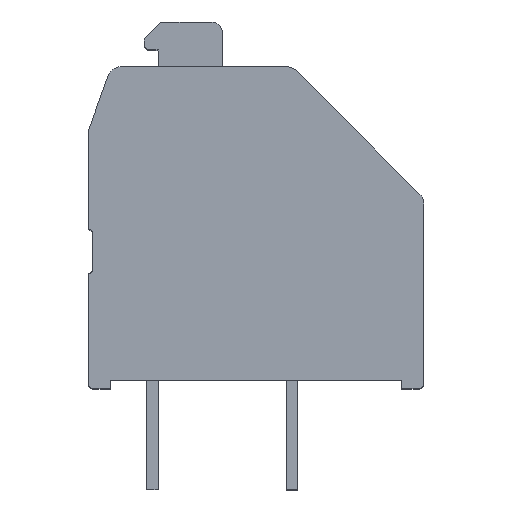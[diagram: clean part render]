
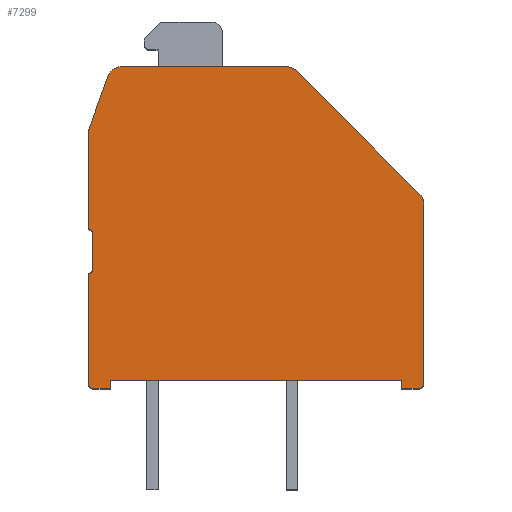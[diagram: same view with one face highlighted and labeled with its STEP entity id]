
A CAD part, top view. The second image highlights one B-rep face of the part: STEP entity #7299.
In plain terms, the highlighted planar face has unit normal (0, 0, 1).
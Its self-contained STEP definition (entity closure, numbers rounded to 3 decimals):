
#38=CIRCLE('',#7466,0.5);
#77=CIRCLE('',#7602,0.15);
#79=CIRCLE('',#7606,0.15);
#81=CIRCLE('',#7611,0.5);
#83=CIRCLE('',#7614,0.5);
#110=CIRCLE('',#7704,0.2);
#111=CIRCLE('',#7710,0.2);
#233=PLANE('',#7711);
#364=LINE('',#9409,#995);
#547=LINE('',#9878,#1178);
#639=LINE('',#10103,#1270);
#644=LINE('',#10114,#1275);
#649=LINE('',#10128,#1280);
#656=LINE('',#10145,#1287);
#691=LINE('',#10205,#1322);
#696=LINE('',#10221,#1327);
#775=LINE('',#10444,#1406);
#776=LINE('',#10446,#1407);
#778=LINE('',#10450,#1409);
#780=LINE('',#10454,#1411);
#995=VECTOR('',#7900,1000.);
#1178=VECTOR('',#8305,1000.);
#1270=VECTOR('',#8491,1000.);
#1275=VECTOR('',#8498,1000.);
#1280=VECTOR('',#8511,1000.);
#1287=VECTOR('',#8526,1000.);
#1322=VECTOR('',#8563,1000.);
#1327=VECTOR('',#8582,1000.);
#1406=VECTOR('',#8841,1000.);
#1407=VECTOR('',#8844,1000.);
#1409=VECTOR('',#8848,1000.);
#1411=VECTOR('',#8852,1000.);
#2521=ORIENTED_EDGE('',*,*,#3546,.T.);
#2522=ORIENTED_EDGE('',*,*,#3550,.F.);
#2523=ORIENTED_EDGE('',*,*,#3553,.T.);
#2524=ORIENTED_EDGE('',*,*,#3556,.F.);
#2525=ORIENTED_EDGE('',*,*,#3562,.T.);
#2526=ORIENTED_EDGE('',*,*,#3710,.T.);
#2527=ORIENTED_EDGE('',*,*,#3712,.T.);
#2528=ORIENTED_EDGE('',*,*,#3713,.T.);
#2529=ORIENTED_EDGE('',*,*,#3541,.T.);
#2530=ORIENTED_EDGE('',*,*,#3715,.T.);
#2531=ORIENTED_EDGE('',*,*,#3717,.T.);
#2532=ORIENTED_EDGE('',*,*,#3718,.T.);
#2533=ORIENTED_EDGE('',*,*,#3597,.T.);
#2534=ORIENTED_EDGE('',*,*,#3601,.T.);
#2535=ORIENTED_EDGE('',*,*,#3188,.T.);
#2536=ORIENTED_EDGE('',*,*,#3220,.T.);
#2537=ORIENTED_EDGE('',*,*,#3427,.T.);
#2538=ORIENTED_EDGE('',*,*,#3604,.T.);
#2539=ORIENTED_EDGE('',*,*,#3606,.T.);
#3188=EDGE_CURVE('',#3966,#3965,#364,.T.);
#3220=EDGE_CURVE('',#3965,#3991,#38,.T.);
#3427=EDGE_CURVE('',#3991,#4140,#547,.T.);
#3541=EDGE_CURVE('',#4227,#4226,#639,.T.);
#3546=EDGE_CURVE('',#4232,#4231,#644,.T.);
#3550=EDGE_CURVE('',#4234,#4231,#77,.T.);
#3553=EDGE_CURVE('',#4234,#4236,#649,.T.);
#3556=EDGE_CURVE('',#4238,#4236,#79,.T.);
#3562=EDGE_CURVE('',#4238,#4242,#656,.T.);
#3597=EDGE_CURVE('',#4267,#4266,#691,.T.);
#3601=EDGE_CURVE('',#4266,#3966,#81,.T.);
#3604=EDGE_CURVE('',#4140,#4270,#83,.T.);
#3606=EDGE_CURVE('',#4270,#4232,#696,.T.);
#3710=EDGE_CURVE('',#4242,#4323,#110,.T.);
#3712=EDGE_CURVE('',#4323,#4324,#775,.T.);
#3713=EDGE_CURVE('',#4324,#4227,#776,.T.);
#3715=EDGE_CURVE('',#4226,#4325,#778,.T.);
#3717=EDGE_CURVE('',#4325,#4326,#780,.T.);
#3718=EDGE_CURVE('',#4326,#4267,#111,.T.);
#3965=VERTEX_POINT('',#9408);
#3966=VERTEX_POINT('',#9410);
#3991=VERTEX_POINT('',#9471);
#4140=VERTEX_POINT('',#9877);
#4226=VERTEX_POINT('',#10102);
#4227=VERTEX_POINT('',#10104);
#4231=VERTEX_POINT('',#10113);
#4232=VERTEX_POINT('',#10115);
#4234=VERTEX_POINT('',#10121);
#4236=VERTEX_POINT('',#10127);
#4238=VERTEX_POINT('',#10133);
#4242=VERTEX_POINT('',#10144);
#4266=VERTEX_POINT('',#10204);
#4267=VERTEX_POINT('',#10206);
#4270=VERTEX_POINT('',#10217);
#4323=VERTEX_POINT('',#10439);
#4324=VERTEX_POINT('',#10443);
#4325=VERTEX_POINT('',#10449);
#4326=VERTEX_POINT('',#10453);
#4665=EDGE_LOOP('',(#2521,#2522,#2523,#2524,#2525,#2526,#2527,#2528,#2529,
#2530,#2531,#2532,#2533,#2534,#2535,#2536,#2537,#2538,#2539));
#4962=FACE_BOUND('',#4665,.T.);
#7299=ADVANCED_FACE('',(#4962),#233,.T.);
#7466=AXIS2_PLACEMENT_3D('',#9472,#7962,#7963);
#7602=AXIS2_PLACEMENT_3D('',#10122,#8505,#8506);
#7606=AXIS2_PLACEMENT_3D('',#10134,#8517,#8518);
#7611=AXIS2_PLACEMENT_3D('',#10212,#8570,#8571);
#7614=AXIS2_PLACEMENT_3D('',#10218,#8577,#8578);
#7704=AXIS2_PLACEMENT_3D('',#10440,#8836,#8837);
#7710=AXIS2_PLACEMENT_3D('',#10456,#8855,#8856);
#7711=AXIS2_PLACEMENT_3D('',#10457,#8857,#8858);
#7900=DIRECTION('',(-0.707,0.707,0.));
#7962=DIRECTION('',(0.,0.,1.));
#7963=DIRECTION('',(1.,0.,0.));
#8305=DIRECTION('',(-1.,0.,0.));
#8491=DIRECTION('',(1.,0.,0.));
#8498=DIRECTION('',(0.,-1.,0.));
#8505=DIRECTION('',(0.,0.,1.));
#8506=DIRECTION('',(1.,0.,0.));
#8511=DIRECTION('',(0.,-1.,0.));
#8517=DIRECTION('',(0.,0.,1.));
#8518=DIRECTION('',(1.,0.,0.));
#8526=DIRECTION('',(0.,-1.,0.));
#8563=DIRECTION('',(0.,1.,0.));
#8570=DIRECTION('',(0.,0.,1.));
#8571=DIRECTION('',(1.,0.,0.));
#8577=DIRECTION('',(0.,0.,1.));
#8578=DIRECTION('',(1.,0.,0.));
#8582=DIRECTION('',(-0.342,-0.94,0.));
#8836=DIRECTION('',(0.,0.,1.));
#8837=DIRECTION('',(1.,0.,0.));
#8841=DIRECTION('',(1.,0.,0.));
#8844=DIRECTION('',(0.,1.,0.));
#8848=DIRECTION('',(0.,-1.,0.));
#8852=DIRECTION('',(1.,0.,0.));
#8855=DIRECTION('',(0.,0.,1.));
#8856=DIRECTION('',(1.,0.,0.));
#8857=DIRECTION('',(0.,0.,1.));
#8858=DIRECTION('',(1.,0.,0.));
#9408=CARTESIAN_POINT('',(0.146,11.354,16.74));
#9409=CARTESIAN_POINT('',(4.554,6.946,16.74));
#9410=CARTESIAN_POINT('',(4.554,6.946,16.74));
#9471=CARTESIAN_POINT('',(-0.207,11.5,16.74));
#9472=CARTESIAN_POINT('',(-0.207,11.,16.74));
#9877=CARTESIAN_POINT('',(-6.113,11.5,16.74));
#9878=CARTESIAN_POINT('',(-0.207,11.5,16.74));
#10102=CARTESIAN_POINT('',(3.9,0.3,16.74));
#10103=CARTESIAN_POINT('',(-6.5,0.3,16.74));
#10104=CARTESIAN_POINT('',(-6.5,0.3,16.74));
#10113=CARTESIAN_POINT('',(-7.3,5.7,16.74));
#10114=CARTESIAN_POINT('',(-7.3,9.2,16.74));
#10115=CARTESIAN_POINT('',(-7.3,9.2,16.74));
#10121=CARTESIAN_POINT('',(-7.15,5.55,16.74));
#10122=CARTESIAN_POINT('',(-7.3,5.55,16.74));
#10127=CARTESIAN_POINT('',(-7.15,4.25,16.74));
#10128=CARTESIAN_POINT('',(-7.15,5.55,16.74));
#10133=CARTESIAN_POINT('',(-7.3,4.1,16.74));
#10134=CARTESIAN_POINT('',(-7.3,4.25,16.74));
#10144=CARTESIAN_POINT('',(-7.3,0.2,16.74));
#10145=CARTESIAN_POINT('',(-7.3,4.1,16.74));
#10204=CARTESIAN_POINT('',(4.7,6.593,16.74));
#10205=CARTESIAN_POINT('',(4.7,0.2,16.74));
#10206=CARTESIAN_POINT('',(4.7,0.2,16.74));
#10212=CARTESIAN_POINT('',(4.2,6.593,16.74));
#10217=CARTESIAN_POINT('',(-6.583,11.171,16.74));
#10218=CARTESIAN_POINT('',(-6.113,11.,16.74));
#10221=CARTESIAN_POINT('',(-6.583,11.171,16.74));
#10439=CARTESIAN_POINT('',(-7.1,0.,16.74));
#10440=CARTESIAN_POINT('',(-7.1,0.2,16.74));
#10443=CARTESIAN_POINT('',(-6.5,0.,16.74));
#10444=CARTESIAN_POINT('',(-7.1,0.,16.74));
#10446=CARTESIAN_POINT('',(-6.5,0.,16.74));
#10449=CARTESIAN_POINT('',(3.9,0.,16.74));
#10450=CARTESIAN_POINT('',(3.9,0.3,16.74));
#10453=CARTESIAN_POINT('',(4.5,0.,16.74));
#10454=CARTESIAN_POINT('',(3.9,0.,16.74));
#10456=CARTESIAN_POINT('',(4.5,0.2,16.74));
#10457=CARTESIAN_POINT('',(-7.3,5.55,16.74));
